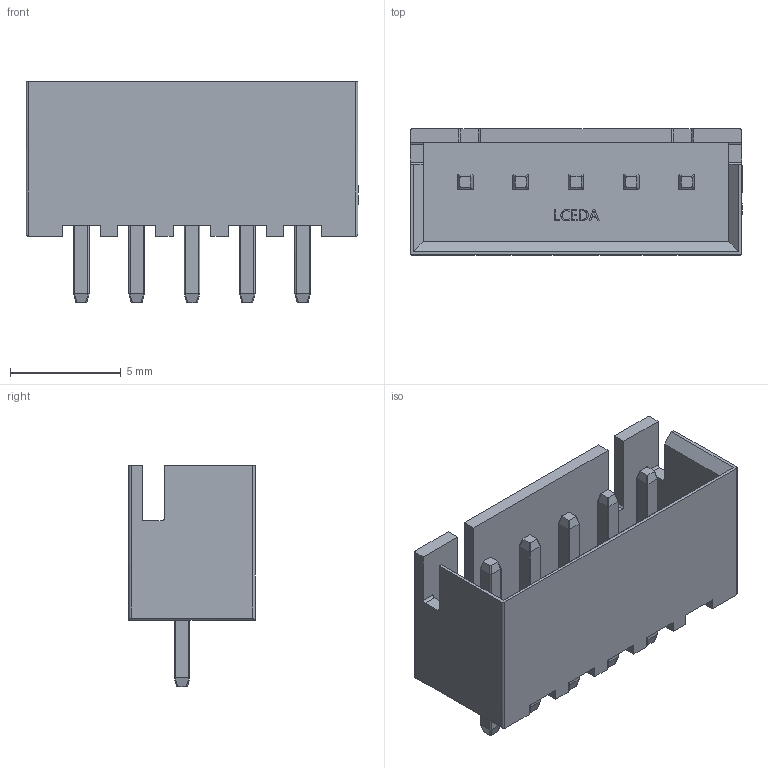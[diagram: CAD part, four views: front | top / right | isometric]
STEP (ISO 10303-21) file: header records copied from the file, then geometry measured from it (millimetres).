
FILE_DESCRIPTION (( 'STEP AP214' ), '1' );
FILE_NAME ('CONN-TH_XH2.50-LI-5P.step', '2022-08-08T03:43:37', ( '' ), ( '' ), 'SwSTEP 2.0', 'SolidWorks 2020', '' );
FILE_SCHEMA (( 'AUTOMOTIVE_DESIGN' ));
Length unit declared in the file: millimetre
Products named in the file (1): CONN-TH_XH2.50-LI-5P
Bounding box: 15 x 5.7 x 10 mm (x, y, z)
Volume: 272.8 mm3; surface area: 751.6 mm2
Topology: 14 solids, 14 shells, 521 faces, 1422 edges, 946 vertices
Faces by surface type: plane 315, bspline 112, cylinder 94
Entity records: 23386 total; most frequent: CARTESIAN_POINT 5486, ORIENTED_EDGE 2844, DIRECTION 1910, EDGE_CURVE 1422, VECTOR 970, LINE 970, VERTEX_POINT 946, EDGE_LOOP 550
